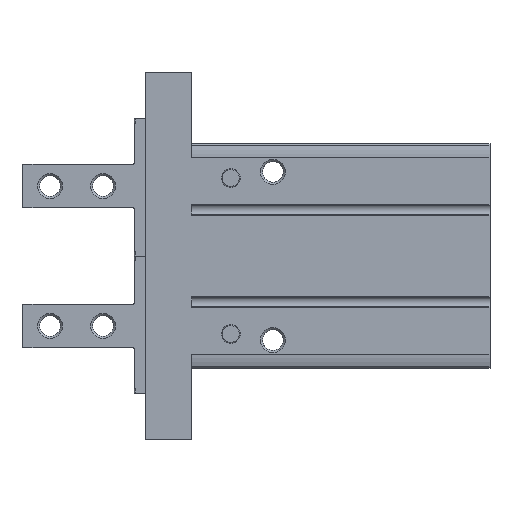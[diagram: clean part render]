
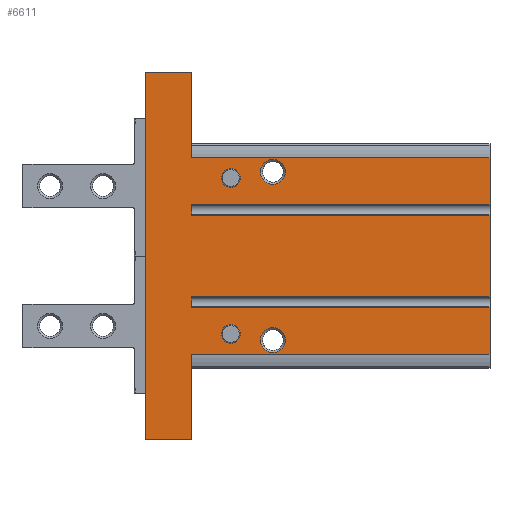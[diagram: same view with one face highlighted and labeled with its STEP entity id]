
A CAD part, left-side view. The second image highlights one B-rep face of the part: STEP entity #6611.
In plain terms, the highlighted face is planar.
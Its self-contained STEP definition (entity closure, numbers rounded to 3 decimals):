
#212=LINE('',#10247,#774);
#244=LINE('',#10393,#806);
#249=LINE('',#10417,#811);
#286=LINE('',#10600,#848);
#287=LINE('',#10608,#849);
#288=LINE('',#10610,#850);
#289=LINE('',#10612,#851);
#290=LINE('',#10613,#852);
#291=LINE('',#10615,#853);
#292=LINE('',#10617,#854);
#293=LINE('',#10618,#855);
#294=LINE('',#10620,#856);
#295=LINE('',#10622,#857);
#296=LINE('',#10624,#858);
#297=LINE('',#10626,#859);
#298=LINE('',#10628,#860);
#774=VECTOR('',#8015,1000.);
#806=VECTOR('',#8131,1000.);
#811=VECTOR('',#8150,1000.);
#848=VECTOR('',#8257,1000.);
#849=VECTOR('',#8266,1000.);
#850=VECTOR('',#8267,1000.);
#851=VECTOR('',#8268,1000.);
#852=VECTOR('',#8269,1000.);
#853=VECTOR('',#8270,1000.);
#854=VECTOR('',#8271,1000.);
#855=VECTOR('',#8272,1000.);
#856=VECTOR('',#8273,1000.);
#857=VECTOR('',#8274,1000.);
#858=VECTOR('',#8275,1000.);
#859=VECTOR('',#8276,1000.);
#860=VECTOR('',#8277,1000.);
#1277=PLANE('',#7168);
#1847=ORIENTED_EDGE('',*,*,#3385,.F.);
#1848=ORIENTED_EDGE('',*,*,#3389,.F.);
#1849=ORIENTED_EDGE('',*,*,#3708,.F.);
#1850=ORIENTED_EDGE('',*,*,#3709,.F.);
#1851=ORIENTED_EDGE('',*,*,#3546,.T.);
#1852=ORIENTED_EDGE('',*,*,#3710,.F.);
#1853=ORIENTED_EDGE('',*,*,#3711,.T.);
#1854=ORIENTED_EDGE('',*,*,#3712,.T.);
#1855=ORIENTED_EDGE('',*,*,#3632,.T.);
#1856=ORIENTED_EDGE('',*,*,#3713,.F.);
#1857=ORIENTED_EDGE('',*,*,#3714,.T.);
#1858=ORIENTED_EDGE('',*,*,#3715,.T.);
#1859=ORIENTED_EDGE('',*,*,#3620,.T.);
#1860=ORIENTED_EDGE('',*,*,#3716,.F.);
#1861=ORIENTED_EDGE('',*,*,#3717,.F.);
#1862=ORIENTED_EDGE('',*,*,#3718,.F.);
#1863=ORIENTED_EDGE('',*,*,#3719,.T.);
#1864=ORIENTED_EDGE('',*,*,#3720,.T.);
#1865=ORIENTED_EDGE('',*,*,#3721,.F.);
#1866=ORIENTED_EDGE('',*,*,#3706,.T.);
#3385=EDGE_CURVE('',#4350,#4350,#5021,.T.);
#3389=EDGE_CURVE('',#4354,#4354,#5025,.T.);
#3546=EDGE_CURVE('',#4476,#4475,#212,.T.);
#3620=EDGE_CURVE('',#4548,#4547,#244,.T.);
#3632=EDGE_CURVE('',#4560,#4559,#249,.T.);
#3706=EDGE_CURVE('',#4623,#4476,#286,.T.);
#3708=EDGE_CURVE('',#4624,#4624,#5140,.T.);
#3709=EDGE_CURVE('',#4625,#4625,#5141,.T.);
#3710=EDGE_CURVE('',#4626,#4475,#287,.T.);
#3711=EDGE_CURVE('',#4626,#4627,#288,.T.);
#3712=EDGE_CURVE('',#4627,#4560,#289,.T.);
#3713=EDGE_CURVE('',#4628,#4559,#290,.T.);
#3714=EDGE_CURVE('',#4628,#4629,#291,.T.);
#3715=EDGE_CURVE('',#4629,#4548,#292,.T.);
#3716=EDGE_CURVE('',#4630,#4547,#293,.T.);
#3717=EDGE_CURVE('',#4631,#4630,#294,.T.);
#3718=EDGE_CURVE('',#4632,#4631,#295,.T.);
#3719=EDGE_CURVE('',#4632,#4633,#296,.T.);
#3720=EDGE_CURVE('',#4633,#4634,#297,.T.);
#3721=EDGE_CURVE('',#4623,#4634,#298,.T.);
#4350=VERTEX_POINT('',#9810);
#4354=VERTEX_POINT('',#9820);
#4475=VERTEX_POINT('',#10246);
#4476=VERTEX_POINT('',#10248);
#4547=VERTEX_POINT('',#10392);
#4548=VERTEX_POINT('',#10394);
#4559=VERTEX_POINT('',#10416);
#4560=VERTEX_POINT('',#10418);
#4623=VERTEX_POINT('',#10601);
#4624=VERTEX_POINT('',#10605);
#4625=VERTEX_POINT('',#10607);
#4626=VERTEX_POINT('',#10609);
#4627=VERTEX_POINT('',#10611);
#4628=VERTEX_POINT('',#10614);
#4629=VERTEX_POINT('',#10616);
#4630=VERTEX_POINT('',#10619);
#4631=VERTEX_POINT('',#10621);
#4632=VERTEX_POINT('',#10623);
#4633=VERTEX_POINT('',#10625);
#4634=VERTEX_POINT('',#10627);
#5021=CIRCLE('',#6992,3.);
#5025=CIRCLE('',#6998,3.);
#5140=CIRCLE('',#7169,4.);
#5141=CIRCLE('',#7170,4.);
#5447=EDGE_LOOP('',(#1847));
#5448=EDGE_LOOP('',(#1848));
#5449=EDGE_LOOP('',(#1849));
#5450=EDGE_LOOP('',(#1850));
#5451=EDGE_LOOP('',(#1851,#1852,#1853,#1854,#1855,#1856,#1857,#1858,#1859,
#1860,#1861,#1862,#1863,#1864,#1865,#1866));
#5957=FACE_BOUND('',#5447,.T.);
#5958=FACE_BOUND('',#5448,.T.);
#5959=FACE_BOUND('',#5449,.T.);
#5960=FACE_BOUND('',#5450,.T.);
#5961=FACE_BOUND('',#5451,.T.);
#6611=ADVANCED_FACE('',(#5957,#5958,#5959,#5960,#5961),#1277,.F.);
#6992=AXIS2_PLACEMENT_3D('',#9809,#7748,#7749);
#6998=AXIS2_PLACEMENT_3D('',#9819,#7760,#7761);
#7168=AXIS2_PLACEMENT_3D('',#10603,#8260,#8261);
#7169=AXIS2_PLACEMENT_3D('',#10604,#8262,#8263);
#7170=AXIS2_PLACEMENT_3D('',#10606,#8264,#8265);
#7748=DIRECTION('',(0.,0.,1.));
#7749=DIRECTION('',(1.,0.,0.));
#7760=DIRECTION('',(0.,0.,1.));
#7761=DIRECTION('',(1.,0.,0.));
#8015=DIRECTION('',(1.,0.,0.));
#8131=DIRECTION('',(1.,0.,0.));
#8150=DIRECTION('',(1.,0.,0.));
#8257=DIRECTION('',(0.,-1.,0.));
#8260=DIRECTION('',(0.,0.,-1.));
#8261=DIRECTION('',(-1.,0.,0.));
#8262=DIRECTION('',(0.,0.,1.));
#8263=DIRECTION('',(1.,0.,0.));
#8264=DIRECTION('',(0.,0.,1.));
#8265=DIRECTION('',(1.,0.,0.));
#8266=DIRECTION('',(0.,-1.,0.));
#8267=DIRECTION('',(1.,0.,0.));
#8268=DIRECTION('',(0.,-1.,0.));
#8269=DIRECTION('',(0.,-1.,0.));
#8270=DIRECTION('',(1.,0.,0.));
#8271=DIRECTION('',(0.,-1.,0.));
#8272=DIRECTION('',(0.,-1.,0.));
#8273=DIRECTION('',(-1.,0.,0.));
#8274=DIRECTION('',(0.,-1.,0.));
#8275=DIRECTION('',(-1.,0.,0.));
#8276=DIRECTION('',(0.,-1.,0.));
#8277=DIRECTION('',(-1.,0.,0.));
#9809=CARTESIAN_POINT('',(-25.,83.15,24.));
#9810=CARTESIAN_POINT('',(-22.,83.15,24.));
#9819=CARTESIAN_POINT('',(25.,83.15,24.));
#9820=CARTESIAN_POINT('',(28.,83.15,24.));
#10246=CARTESIAN_POINT('',(-16.5,0.,24.));
#10247=CARTESIAN_POINT('',(-31.5,0.,24.));
#10248=CARTESIAN_POINT('',(-31.5,0.,24.));
#10392=CARTESIAN_POINT('',(31.5,0.,24.));
#10393=CARTESIAN_POINT('',(-31.5,0.,24.));
#10394=CARTESIAN_POINT('',(16.5,0.,24.));
#10416=CARTESIAN_POINT('',(13.1,0.,24.));
#10417=CARTESIAN_POINT('',(-31.5,0.,24.));
#10418=CARTESIAN_POINT('',(-13.1,0.,24.));
#10600=CARTESIAN_POINT('',(-31.5,95.65,24.));
#10601=CARTESIAN_POINT('',(-31.5,95.65,24.));
#10603=CARTESIAN_POINT('',(-31.5,95.65,24.));
#10604=CARTESIAN_POINT('',(-27.,69.65,24.));
#10605=CARTESIAN_POINT('',(-23.,69.65,24.));
#10606=CARTESIAN_POINT('',(27.,69.65,24.));
#10607=CARTESIAN_POINT('',(31.,69.65,24.));
#10608=CARTESIAN_POINT('',(-16.5,95.65,24.));
#10609=CARTESIAN_POINT('',(-16.5,95.65,24.));
#10610=CARTESIAN_POINT('',(-16.5,95.65,24.));
#10611=CARTESIAN_POINT('',(-13.1,95.65,24.));
#10612=CARTESIAN_POINT('',(-13.1,95.65,24.));
#10613=CARTESIAN_POINT('',(13.1,95.65,24.));
#10614=CARTESIAN_POINT('',(13.1,95.65,24.));
#10615=CARTESIAN_POINT('',(13.1,95.65,24.));
#10616=CARTESIAN_POINT('',(16.5,95.65,24.));
#10617=CARTESIAN_POINT('',(16.5,95.65,24.));
#10618=CARTESIAN_POINT('',(31.5,95.65,24.));
#10619=CARTESIAN_POINT('',(31.5,95.65,24.));
#10620=CARTESIAN_POINT('',(59.,95.65,24.));
#10621=CARTESIAN_POINT('',(59.,95.65,24.));
#10622=CARTESIAN_POINT('',(59.,110.45,24.));
#10623=CARTESIAN_POINT('',(59.,110.45,24.));
#10624=CARTESIAN_POINT('',(59.,110.45,24.));
#10625=CARTESIAN_POINT('',(-59.,110.45,24.));
#10626=CARTESIAN_POINT('',(-59.,110.45,24.));
#10627=CARTESIAN_POINT('',(-59.,95.65,24.));
#10628=CARTESIAN_POINT('',(59.,95.65,24.));
